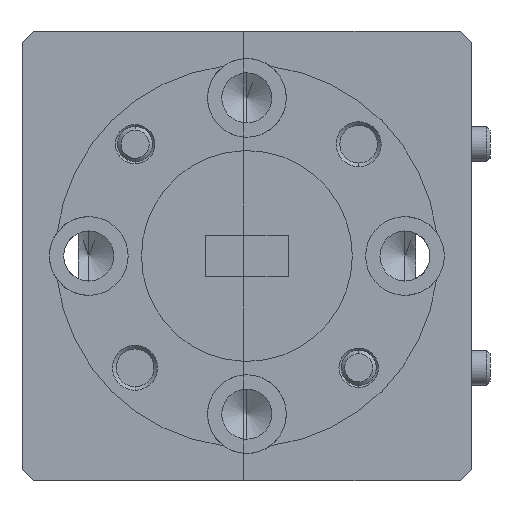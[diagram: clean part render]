
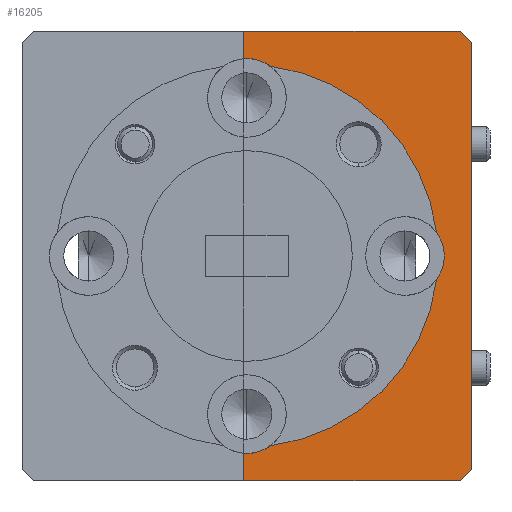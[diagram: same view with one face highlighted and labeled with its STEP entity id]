
A CAD part, left-side view. The second image highlights one B-rep face of the part: STEP entity #16205.
In plain terms, the highlighted planar face has unit normal (-1, 0, 0).
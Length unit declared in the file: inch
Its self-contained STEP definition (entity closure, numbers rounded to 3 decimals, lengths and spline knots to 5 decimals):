
#126 = VECTOR ( 'NONE', #6108, 39.37008 ) ;
#152 = LINE ( 'NONE', #10742, #16174 ) ;
#166 = LINE ( 'NONE', #18573, #6553 ) ;
#411 = DIRECTION ( 'NONE',  ( 0., 0., 1. ) ) ;
#422 = CARTESIAN_POINT ( 'NONE',  ( -1.3, -0.78, 0.8 ) ) ;
#663 = EDGE_CURVE ( 'NONE', #15988, #14181, #7652, .T. ) ;
#865 = EDGE_CURVE ( 'NONE', #12390, #5837, #18446, .T. ) ;
#931 = CARTESIAN_POINT ( 'NONE',  ( -1.3, -0.73743, 0.35823 ) ) ;
#1044 = DIRECTION ( 'NONE',  ( 0., 0., 1. ) ) ;
#1102 = EDGE_CURVE ( 'NONE', #17870, #12390, #10257, .T. ) ;
#1152 = AXIS2_PLACEMENT_3D ( 'NONE', #3969, #9662, #411 ) ;
#1306 = DIRECTION ( 'NONE',  ( -1., 0., 0. ) ) ;
#1368 = ORIENTED_EDGE ( 'NONE', *, *, #22029, .F. ) ;
#1533 = CARTESIAN_POINT ( 'NONE',  ( -1.3, -0.4, 0.75125 ) ) ;
#1572 = DIRECTION ( 'NONE',  ( 0., 1., 0. ) ) ;
#2078 = CARTESIAN_POINT ( 'NONE',  ( -1.3, -0.4, 0.4 ) ) ;
#2250 = VECTOR ( 'NONE', #22187, 39.37008 ) ;
#2471 = DIRECTION ( 'NONE',  ( 0., 0., 1. ) ) ;
#2702 = VECTOR ( 'NONE', #1572, 39.37008 ) ;
#2805 = ORIENTED_EDGE ( 'NONE', *, *, #2895, .T. ) ;
#2881 = AXIS2_PLACEMENT_3D ( 'NONE', #11254, #18739, #22402 ) ;
#2895 = EDGE_CURVE ( 'NONE', #8034, #19586, #17583, .T. ) ;
#3289 = DIRECTION ( 'NONE',  ( 0., 0., 1. ) ) ;
#3838 = CARTESIAN_POINT ( 'NONE',  ( -1.3, -0.4, 0.04875 ) ) ;
#3969 = CARTESIAN_POINT ( 'NONE',  ( -1.3, -0.68125, 0.4 ) ) ;
#4022 = CARTESIAN_POINT ( 'NONE',  ( -1.3, -0.4, 0.11875 ) ) ;
#4098 = ORIENTED_EDGE ( 'NONE', *, *, #9802, .F. ) ;
#4461 = CIRCLE ( 'NONE', #5360, 0.34 ) ;
#4607 = ORIENTED_EDGE ( 'NONE', *, *, #15776, .F. ) ;
#4748 = CARTESIAN_POINT ( 'NONE',  ( -1.3, -0.8, 0. ) ) ;
#4883 = DIRECTION ( 'NONE',  ( 0., 0., 1. ) ) ;
#5360 = AXIS2_PLACEMENT_3D ( 'NONE', #2078, #10489, #1044 ) ;
#5531 = VERTEX_POINT ( 'NONE', #3838 ) ;
#5636 = EDGE_CURVE ( 'NONE', #22610, #15116, #6942, .T. ) ;
#5837 = VERTEX_POINT ( 'NONE', #10630 ) ;
#5881 = CARTESIAN_POINT ( 'NONE',  ( -1.3, -0.4, 0.68125 ) ) ;
#6072 = VECTOR ( 'NONE', #10283, 39.37008 ) ;
#6108 = DIRECTION ( 'NONE',  ( 0., -0.707, 0.707 ) ) ;
#6542 = EDGE_CURVE ( 'NONE', #5531, #17870, #15074, .T. ) ;
#6553 = VECTOR ( 'NONE', #22457, 39.37008 ) ;
#6590 = CARTESIAN_POINT ( 'NONE',  ( -1.3, -0.4, 0.4 ) ) ;
#6942 = CIRCLE ( 'NONE', #18382, 0.07 ) ;
#7330 = CARTESIAN_POINT ( 'NONE',  ( -1.3, -0.44177, 0.73742 ) ) ;
#7385 = CARTESIAN_POINT ( 'NONE',  ( -1.3, -0.394, 0.8 ) ) ;
#7466 = ORIENTED_EDGE ( 'NONE', *, *, #865, .F. ) ;
#7496 = LINE ( 'NONE', #14393, #2250 ) ;
#7652 = LINE ( 'NONE', #23779, #2702 ) ;
#7761 = DIRECTION ( 'NONE',  ( 0., 0., 1. ) ) ;
#7776 = VERTEX_POINT ( 'NONE', #22934 ) ;
#8034 = VERTEX_POINT ( 'NONE', #23084 ) ;
#8282 = ORIENTED_EDGE ( 'NONE', *, *, #1102, .F. ) ;
#8292 = DIRECTION ( 'NONE',  ( -1., 0., 0. ) ) ;
#8547 = CARTESIAN_POINT ( 'NONE',  ( -1.3, -1.19, 0.39 ) ) ;
#8554 = AXIS2_PLACEMENT_3D ( 'NONE', #4022, #17298, #2471 ) ;
#8780 = AXIS2_PLACEMENT_3D ( 'NONE', #17912, #8292, #17829 ) ;
#8790 = PLANE ( 'NONE',  #9122 ) ;
#9122 = AXIS2_PLACEMENT_3D ( 'NONE', #21836, #12306, #10683 ) ;
#9662 = DIRECTION ( 'NONE',  ( -1., 0., 0. ) ) ;
#9786 = CARTESIAN_POINT ( 'NONE',  ( -1.3, -0.8, 0.78 ) ) ;
#9802 = EDGE_CURVE ( 'NONE', #8034, #7776, #15998, .T. ) ;
#9857 = AXIS2_PLACEMENT_3D ( 'NONE', #6590, #1306, #4883 ) ;
#10256 = EDGE_LOOP ( 'NONE', ( #8282, #18191, #10371, #14302, #4098, #2805, #22552, #19079, #18010, #12850, #4607, #15579, #1368, #7466 ) ) ;
#10257 = CIRCLE ( 'NONE', #9857, 0.34 ) ;
#10283 = DIRECTION ( 'NONE',  ( 0., 1., 0. ) ) ;
#10371 = ORIENTED_EDGE ( 'NONE', *, *, #14507, .F. ) ;
#10443 = DIRECTION ( 'NONE',  ( 0., 0.707, 0.707 ) ) ;
#10489 = DIRECTION ( 'NONE',  ( -1., 0., 0. ) ) ;
#10519 = CARTESIAN_POINT ( 'NONE',  ( -1.3, -0.394, 0.75099 ) ) ;
#10630 = CARTESIAN_POINT ( 'NONE',  ( -1.3, -0.73742, 0.44177 ) ) ;
#10683 = DIRECTION ( 'NONE',  ( 0., 0., 1. ) ) ;
#10742 = CARTESIAN_POINT ( 'NONE',  ( -1.3, -0.394, 0. ) ) ;
#11254 = CARTESIAN_POINT ( 'NONE',  ( -1.3, -0.4, 0.68125 ) ) ;
#11593 = DIRECTION ( 'NONE',  ( -1., 0., 0. ) ) ;
#12306 = DIRECTION ( 'NONE',  ( -1., 0., 0. ) ) ;
#12390 = VERTEX_POINT ( 'NONE', #931 ) ;
#12723 = CARTESIAN_POINT ( 'NONE',  ( -1.3, -0.44177, 0.06257 ) ) ;
#12810 = EDGE_CURVE ( 'NONE', #19586, #21536, #166, .T. ) ;
#12850 = ORIENTED_EDGE ( 'NONE', *, *, #19826, .F. ) ;
#13005 = VERTEX_POINT ( 'NONE', #15727 ) ;
#13186 = CIRCLE ( 'NONE', #8780, 0.07 ) ;
#13365 = CARTESIAN_POINT ( 'NONE',  ( -1.3, -0.79, 0.01 ) ) ;
#14181 = VERTEX_POINT ( 'NONE', #7385 ) ;
#14302 = ORIENTED_EDGE ( 'NONE', *, *, #21285, .F. ) ;
#14393 = CARTESIAN_POINT ( 'NONE',  ( -1.3, -0.394, 0. ) ) ;
#14466 = VERTEX_POINT ( 'NONE', #10519 ) ;
#14507 = EDGE_CURVE ( 'NONE', #13005, #5531, #13186, .T. ) ;
#15074 = CIRCLE ( 'NONE', #8554, 0.07 ) ;
#15110 = VECTOR ( 'NONE', #10443, 39.37008 ) ;
#15116 = VERTEX_POINT ( 'NONE', #1533 ) ;
#15170 = CIRCLE ( 'NONE', #2881, 0.07 ) ;
#15579 = ORIENTED_EDGE ( 'NONE', *, *, #5636, .F. ) ;
#15702 = LINE ( 'NONE', #8547, #15110 ) ;
#15727 = CARTESIAN_POINT ( 'NONE',  ( -1.3, -0.394, 0.04901 ) ) ;
#15776 = EDGE_CURVE ( 'NONE', #15116, #14466, #15170, .T. ) ;
#15988 = VERTEX_POINT ( 'NONE', #422 ) ;
#15998 = LINE ( 'NONE', #4748, #6072 ) ;
#16174 = VECTOR ( 'NONE', #3289, 39.37008 ) ;
#16205 = ADVANCED_FACE ( 'NONE', ( #19846 ), #8790, .T. ) ;
#17298 = DIRECTION ( 'NONE',  ( -1., 0., 0. ) ) ;
#17583 = LINE ( 'NONE', #13365, #126 ) ;
#17829 = DIRECTION ( 'NONE',  ( 0., 0., 1. ) ) ;
#17870 = VERTEX_POINT ( 'NONE', #12723 ) ;
#17912 = CARTESIAN_POINT ( 'NONE',  ( -1.3, -0.4, 0.11875 ) ) ;
#18010 = ORIENTED_EDGE ( 'NONE', *, *, #663, .T. ) ;
#18191 = ORIENTED_EDGE ( 'NONE', *, *, #6542, .F. ) ;
#18382 = AXIS2_PLACEMENT_3D ( 'NONE', #5881, #11593, #7761 ) ;
#18446 = CIRCLE ( 'NONE', #1152, 0.07 ) ;
#18573 = CARTESIAN_POINT ( 'NONE',  ( -1.3, -0.8, 0. ) ) ;
#18739 = DIRECTION ( 'NONE',  ( -1., 0., 0. ) ) ;
#19079 = ORIENTED_EDGE ( 'NONE', *, *, #19321, .T. ) ;
#19321 = EDGE_CURVE ( 'NONE', #21536, #15988, #15702, .T. ) ;
#19586 = VERTEX_POINT ( 'NONE', #21229 ) ;
#19826 = EDGE_CURVE ( 'NONE', #14466, #14181, #7496, .T. ) ;
#19846 = FACE_OUTER_BOUND ( 'NONE', #10256, .T. ) ;
#21229 = CARTESIAN_POINT ( 'NONE',  ( -1.3, -0.8, 0.02 ) ) ;
#21285 = EDGE_CURVE ( 'NONE', #7776, #13005, #152, .T. ) ;
#21536 = VERTEX_POINT ( 'NONE', #9786 ) ;
#21836 = CARTESIAN_POINT ( 'NONE',  ( -1.3, -0.8, 0. ) ) ;
#22029 = EDGE_CURVE ( 'NONE', #5837, #22610, #4461, .T. ) ;
#22187 = DIRECTION ( 'NONE',  ( 0., 0., 1. ) ) ;
#22402 = DIRECTION ( 'NONE',  ( 0., 0., 1. ) ) ;
#22457 = DIRECTION ( 'NONE',  ( 0., 0., 1. ) ) ;
#22552 = ORIENTED_EDGE ( 'NONE', *, *, #12810, .T. ) ;
#22610 = VERTEX_POINT ( 'NONE', #7330 ) ;
#22934 = CARTESIAN_POINT ( 'NONE',  ( -1.3, -0.394, 0. ) ) ;
#23084 = CARTESIAN_POINT ( 'NONE',  ( -1.3, -0.78, 0. ) ) ;
#23779 = CARTESIAN_POINT ( 'NONE',  ( -1.3, -0.8, 0.8 ) ) ;
